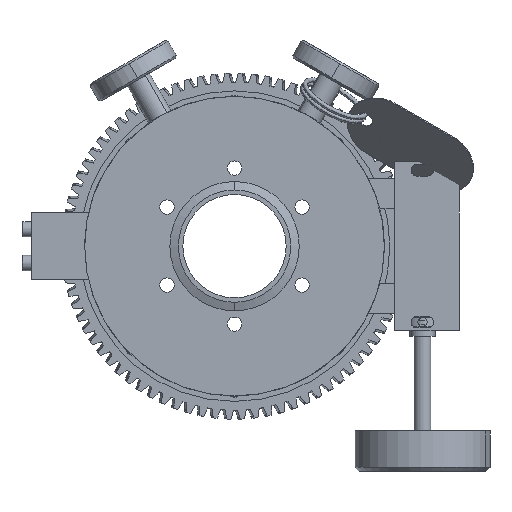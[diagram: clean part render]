
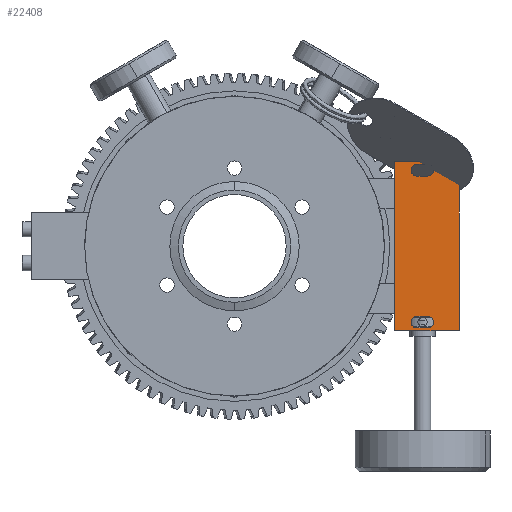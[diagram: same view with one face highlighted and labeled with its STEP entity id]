
A CAD part, front view. The second image highlights one B-rep face of the part: STEP entity #22408.
In plain terms, the highlighted planar face has unit normal (0, -1, 0).
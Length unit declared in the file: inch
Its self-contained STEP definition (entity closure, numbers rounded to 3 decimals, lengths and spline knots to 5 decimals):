
#4270 = AXIS2_PLACEMENT_3D ( 'NONE', #11457, #11466, #11467 ) ;
#11445 = PLANE ( 'NONE',  #4270 ) ;
#11457 = CARTESIAN_POINT ( 'NONE',  ( 3.33, 0.352, -1.25 ) ) ;
#11466 = DIRECTION ( 'NONE',  ( 0., -1., 0. ) ) ;
#11467 = DIRECTION ( 'NONE',  ( 1., 0., 0. ) ) ;
#11879 = FACE_BOUND ( 'NONE', #45142, .T. ) ;
#11887 = FACE_BOUND ( 'NONE', #45132, .T. ) ;
#11889 = FACE_OUTER_BOUND ( 'NONE', #45152, .T. ) ;
#16063 = AXIS2_PLACEMENT_3D ( 'NONE', #39113, #39115, #39117 ) ;
#16067 = AXIS2_PLACEMENT_3D ( 'NONE', #39279, #39287, #39288 ) ;
#16068 = AXIS2_PLACEMENT_3D ( 'NONE', #39135, #39141, #39143 ) ;
#16074 = AXIS2_PLACEMENT_3D ( 'NONE', #39296, #39305, #39306 ) ;
#16076 = AXIS2_PLACEMENT_3D ( 'NONE', #39301, #39307, #39308 ) ;
#16077 = AXIS2_PLACEMENT_3D ( 'NONE', #39304, #39317, #39318 ) ;
#22408 = ADVANCED_FACE ( 'NONE', ( #11879, #11887, #11889 ), #11445, .T. ) ;
#27495 = CARTESIAN_POINT ( 'NONE',  ( 2.61406, 0.352, 1.125 ) ) ;
#27496 = CARTESIAN_POINT ( 'NONE',  ( 2.7, 0.352, 1.21094 ) ) ;
#27499 = CARTESIAN_POINT ( 'NONE',  ( 2.61406, 0.352, -1.125 ) ) ;
#27500 = CARTESIAN_POINT ( 'NONE',  ( 2.7, 0.352, -1.03906 ) ) ;
#27522 = CARTESIAN_POINT ( 'NONE',  ( 2.37, 0.352, -1.25 ) ) ;
#27523 = CARTESIAN_POINT ( 'NONE',  ( 2.37, 0.352, 1.25 ) ) ;
#27526 = CARTESIAN_POINT ( 'NONE',  ( 3.33, 0.352, 1.25 ) ) ;
#27528 = CARTESIAN_POINT ( 'NONE',  ( 3.33, 0.352, -1.25 ) ) ;
#27531 = CARTESIAN_POINT ( 'NONE',  ( 2.7, 0.352, -1.21094 ) ) ;
#27532 = CARTESIAN_POINT ( 'NONE',  ( 2.86, 0.352, -1.21094 ) ) ;
#27534 = CARTESIAN_POINT ( 'NONE',  ( 2.86, 0.352, -1.03906 ) ) ;
#27535 = CARTESIAN_POINT ( 'NONE',  ( 2.7, 0.352, 1.03906 ) ) ;
#27536 = CARTESIAN_POINT ( 'NONE',  ( 2.86, 0.352, 1.21094 ) ) ;
#27537 = CARTESIAN_POINT ( 'NONE',  ( 2.86, 0.352, 1.03906 ) ) ;
#33871 = CIRCLE ( 'NONE', #16063, 0.08594 ) ;
#33890 = CIRCLE ( 'NONE', #16068, 0.08594 ) ;
#33949 = LINE ( 'NONE', #39223, #33951 ) ;
#33951 = VECTOR ( 'NONE', #39225, 39.37008 ) ;
#33996 = LINE ( 'NONE', #39272, #33998 ) ;
#33998 = VECTOR ( 'NONE', #39273, 39.37008 ) ;
#34004 = LINE ( 'NONE', #39277, #34006 ) ;
#34006 = VECTOR ( 'NONE', #39278, 39.37008 ) ;
#34016 = LINE ( 'NONE', #39283, #34018 ) ;
#34018 = VECTOR ( 'NONE', #39284, 39.37008 ) ;
#34025 = VECTOR ( 'NONE', #39300, 39.37008 ) ;
#34029 = CIRCLE ( 'NONE', #16067, 0.08594 ) ;
#34033 = LINE ( 'NONE', #39299, #34025 ) ;
#34053 = CIRCLE ( 'NONE', #16074, 0.08594 ) ;
#34057 = CIRCLE ( 'NONE', #16076, 0.08594 ) ;
#34059 = LINE ( 'NONE', #39311, #34061 ) ;
#34061 = VECTOR ( 'NONE', #39312, 39.37008 ) ;
#34063 = LINE ( 'NONE', #39313, #34065 ) ;
#34065 = VECTOR ( 'NONE', #39314, 39.37008 ) ;
#34067 = LINE ( 'NONE', #39315, #34069 ) ;
#34069 = VECTOR ( 'NONE', #39316, 39.37008 ) ;
#34075 = CIRCLE ( 'NONE', #16077, 0.08594 ) ;
#36527 = VERTEX_POINT ( 'NONE', #27495 ) ;
#36528 = VERTEX_POINT ( 'NONE', #27496 ) ;
#36531 = VERTEX_POINT ( 'NONE', #27499 ) ;
#36532 = VERTEX_POINT ( 'NONE', #27500 ) ;
#36554 = VERTEX_POINT ( 'NONE', #27522 ) ;
#36555 = VERTEX_POINT ( 'NONE', #27523 ) ;
#36558 = VERTEX_POINT ( 'NONE', #27526 ) ;
#36560 = VERTEX_POINT ( 'NONE', #27528 ) ;
#36563 = VERTEX_POINT ( 'NONE', #27531 ) ;
#36564 = VERTEX_POINT ( 'NONE', #27532 ) ;
#36566 = VERTEX_POINT ( 'NONE', #27534 ) ;
#36567 = VERTEX_POINT ( 'NONE', #27535 ) ;
#36568 = VERTEX_POINT ( 'NONE', #27536 ) ;
#36569 = VERTEX_POINT ( 'NONE', #27537 ) ;
#39113 = CARTESIAN_POINT ( 'NONE',  ( 2.7, 0.352, 1.125 ) ) ;
#39115 = DIRECTION ( 'NONE',  ( 0., 1., 0. ) ) ;
#39117 = DIRECTION ( 'NONE',  ( 1., 0., 0. ) ) ;
#39135 = CARTESIAN_POINT ( 'NONE',  ( 2.7, 0.352, -1.125 ) ) ;
#39141 = DIRECTION ( 'NONE',  ( 0., 1., 0. ) ) ;
#39143 = DIRECTION ( 'NONE',  ( -1., 0., 0. ) ) ;
#39223 = CARTESIAN_POINT ( 'NONE',  ( 2.37, 0.352, -1.25 ) ) ;
#39225 = DIRECTION ( 'NONE',  ( 0., 0., 1. ) ) ;
#39272 = CARTESIAN_POINT ( 'NONE',  ( 2.37, 0.352, 1.25 ) ) ;
#39273 = DIRECTION ( 'NONE',  ( 1., 0., 0. ) ) ;
#39277 = CARTESIAN_POINT ( 'NONE',  ( 3.33, 0.352, -1.25 ) ) ;
#39278 = DIRECTION ( 'NONE',  ( 0., 0., -1. ) ) ;
#39279 = CARTESIAN_POINT ( 'NONE',  ( 2.86, 0.352, -1.125 ) ) ;
#39283 = CARTESIAN_POINT ( 'NONE',  ( 2.86, 0.352, -1.21094 ) ) ;
#39284 = DIRECTION ( 'NONE',  ( -1., 0., 0. ) ) ;
#39287 = DIRECTION ( 'NONE',  ( 0., 1., 0. ) ) ;
#39288 = DIRECTION ( 'NONE',  ( -1., 0., 0. ) ) ;
#39296 = CARTESIAN_POINT ( 'NONE',  ( 2.7, 0.352, -1.125 ) ) ;
#39299 = CARTESIAN_POINT ( 'NONE',  ( 2.7, 0.352, -1.03906 ) ) ;
#39300 = DIRECTION ( 'NONE',  ( 1., 0., 0. ) ) ;
#39301 = CARTESIAN_POINT ( 'NONE',  ( 2.86, 0.352, 1.125 ) ) ;
#39304 = CARTESIAN_POINT ( 'NONE',  ( 2.7, 0.352, 1.125 ) ) ;
#39305 = DIRECTION ( 'NONE',  ( 0., 1., 0. ) ) ;
#39306 = DIRECTION ( 'NONE',  ( -1., 0., 0. ) ) ;
#39307 = DIRECTION ( 'NONE',  ( 0., 1., 0. ) ) ;
#39308 = DIRECTION ( 'NONE',  ( 1., 0., 0. ) ) ;
#39311 = CARTESIAN_POINT ( 'NONE',  ( 2.37, 0.352, -1.25 ) ) ;
#39312 = DIRECTION ( 'NONE',  ( -1., 0., 0. ) ) ;
#39313 = CARTESIAN_POINT ( 'NONE',  ( 2.86, 0.352, 1.21094 ) ) ;
#39314 = DIRECTION ( 'NONE',  ( 1., 0., 0. ) ) ;
#39315 = CARTESIAN_POINT ( 'NONE',  ( 2.7, 0.352, 1.03906 ) ) ;
#39316 = DIRECTION ( 'NONE',  ( -1., 0., 0. ) ) ;
#39317 = DIRECTION ( 'NONE',  ( 0., 1., 0. ) ) ;
#39318 = DIRECTION ( 'NONE',  ( 1., 0., 0. ) ) ;
#41306 = EDGE_CURVE ( 'NONE', #36527, #36528, #33871, .T. ) ;
#41316 = EDGE_CURVE ( 'NONE', #36531, #36532, #33890, .T. ) ;
#41349 = EDGE_CURVE ( 'NONE', #36554, #36555, #33949, .T. ) ;
#41371 = EDGE_CURVE ( 'NONE', #36555, #36558, #33996, .T. ) ;
#41376 = EDGE_CURVE ( 'NONE', #36558, #36560, #34004, .T. ) ;
#41382 = EDGE_CURVE ( 'NONE', #36564, #36563, #34016, .T. ) ;
#41386 = EDGE_CURVE ( 'NONE', #36566, #36564, #34029, .T. ) ;
#41398 = EDGE_CURVE ( 'NONE', #36532, #36566, #34033, .T. ) ;
#41401 = EDGE_CURVE ( 'NONE', #36563, #36531, #34053, .T. ) ;
#41403 = EDGE_CURVE ( 'NONE', #36568, #36569, #34057, .T. ) ;
#41407 = EDGE_CURVE ( 'NONE', #36560, #36554, #34059, .T. ) ;
#41408 = EDGE_CURVE ( 'NONE', #36528, #36568, #34063, .T. ) ;
#41410 = EDGE_CURVE ( 'NONE', #36569, #36567, #34067, .T. ) ;
#41411 = EDGE_CURVE ( 'NONE', #36567, #36527, #34075, .T. ) ;
#44649 = ORIENTED_EDGE ( 'NONE', *, *, #41411, .T. ) ;
#44651 = ORIENTED_EDGE ( 'NONE', *, *, #41306, .T. ) ;
#44653 = ORIENTED_EDGE ( 'NONE', *, *, #41408, .T. ) ;
#44655 = ORIENTED_EDGE ( 'NONE', *, *, #41403, .T. ) ;
#44657 = ORIENTED_EDGE ( 'NONE', *, *, #41410, .T. ) ;
#44659 = ORIENTED_EDGE ( 'NONE', *, *, #41401, .T. ) ;
#44661 = ORIENTED_EDGE ( 'NONE', *, *, #41316, .T. ) ;
#44662 = ORIENTED_EDGE ( 'NONE', *, *, #41398, .T. ) ;
#44664 = ORIENTED_EDGE ( 'NONE', *, *, #41386, .T. ) ;
#44666 = ORIENTED_EDGE ( 'NONE', *, *, #41382, .T. ) ;
#44668 = ORIENTED_EDGE ( 'NONE', *, *, #41407, .F. ) ;
#44670 = ORIENTED_EDGE ( 'NONE', *, *, #41376, .F. ) ;
#44672 = ORIENTED_EDGE ( 'NONE', *, *, #41371, .F. ) ;
#44674 = ORIENTED_EDGE ( 'NONE', *, *, #41349, .F. ) ;
#45132 = EDGE_LOOP ( 'NONE', ( #44659, #44661, #44662, #44664, #44666 ) ) ;
#45142 = EDGE_LOOP ( 'NONE', ( #44649, #44651, #44653, #44655, #44657 ) ) ;
#45152 = EDGE_LOOP ( 'NONE', ( #44668, #44670, #44672, #44674 ) ) ;
